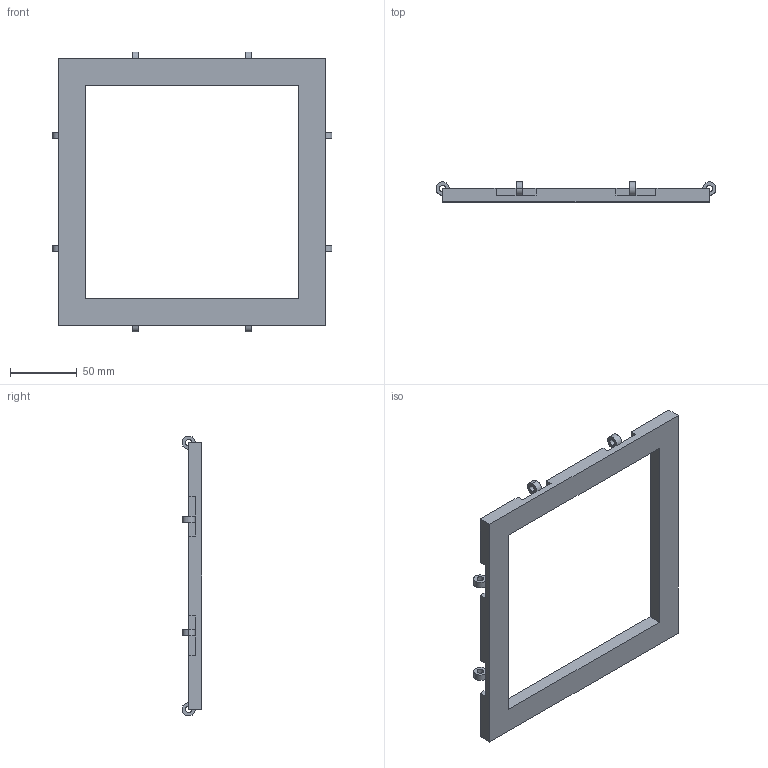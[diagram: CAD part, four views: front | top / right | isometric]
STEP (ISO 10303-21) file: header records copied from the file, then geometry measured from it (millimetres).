
FILE_DESCRIPTION (( 'STEP AP203' ), '1' );
FILE_NAME ('top_Default_sldprt.STEP', '2024-03-12T14:44:18', ( '' ), ( '' ), 'SwSTEP 2.0', 'SolidWorks 2021', '' );
FILE_SCHEMA (( 'CONFIG_CONTROL_DESIGN' ));
Length unit declared in the file: millimetre
Products named in the file (1): top_Default_sldprt
Bounding box: 210 x 15 x 210 mm (x, y, z)
Volume: 140570.8 mm3; surface area: 45799.1 mm2
Topology: 1 solids, 1 shells, 102 faces, 268 edges, 168 vertices
Faces by surface type: plane 74, cylinder 28
Entity records: 3205 total; most frequent: CARTESIAN_POINT 539, ORIENTED_EDGE 536, DIRECTION 530, EDGE_CURVE 268, LINE 212, VECTOR 212, VERTEX_POINT 168, AXIS2_PLACEMENT_3D 159
